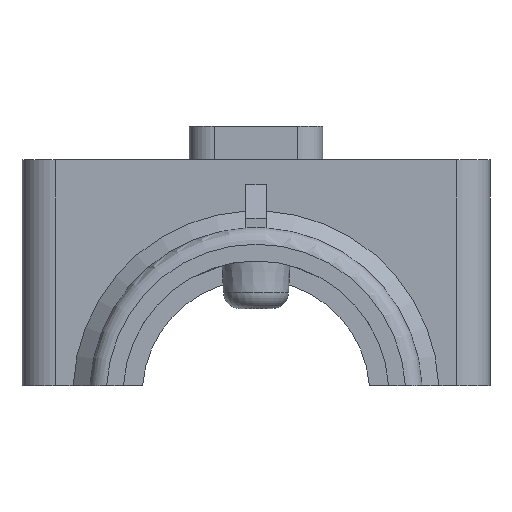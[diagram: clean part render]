
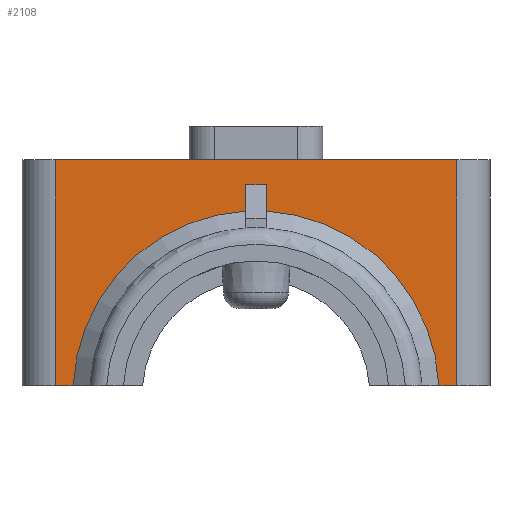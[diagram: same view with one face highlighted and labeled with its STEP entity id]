
A CAD part, front view. The second image highlights one B-rep face of the part: STEP entity #2108.
In plain terms, the highlighted planar face has unit normal (0, -1, 0).
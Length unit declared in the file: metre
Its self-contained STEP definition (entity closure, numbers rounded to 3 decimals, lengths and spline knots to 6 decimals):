
#76=CIRCLE('',#2236,0.01095);
#77=CIRCLE('',#2237,0.01095);
#169=ORIENTED_EDGE('',*,*,#811,.F.);
#170=ORIENTED_EDGE('',*,*,#812,.F.);
#171=ORIENTED_EDGE('',*,*,#813,.T.);
#172=ORIENTED_EDGE('',*,*,#814,.T.);
#173=ORIENTED_EDGE('',*,*,#815,.T.);
#174=ORIENTED_EDGE('',*,*,#816,.F.);
#175=ORIENTED_EDGE('',*,*,#817,.T.);
#176=ORIENTED_EDGE('',*,*,#818,.T.);
#177=ORIENTED_EDGE('',*,*,#819,.T.);
#178=ORIENTED_EDGE('',*,*,#820,.T.);
#811=EDGE_CURVE('',#1132,#1133,#1351,.T.);
#812=EDGE_CURVE('',#1134,#1132,#1352,.T.);
#813=EDGE_CURVE('',#1134,#1135,#76,.T.);
#814=EDGE_CURVE('',#1135,#1136,#1353,.T.);
#815=EDGE_CURVE('',#1136,#1137,#1354,.T.);
#816=EDGE_CURVE('',#1138,#1137,#1355,.T.);
#817=EDGE_CURVE('',#1138,#1139,#1356,.T.);
#818=EDGE_CURVE('',#1139,#1140,#1357,.T.);
#819=EDGE_CURVE('',#1140,#1141,#77,.T.);
#820=EDGE_CURVE('',#1141,#1133,#1358,.T.);
#1132=VERTEX_POINT('',#3076);
#1133=VERTEX_POINT('',#3077);
#1134=VERTEX_POINT('',#3079);
#1135=VERTEX_POINT('',#3081);
#1136=VERTEX_POINT('',#3083);
#1137=VERTEX_POINT('',#3085);
#1138=VERTEX_POINT('',#3087);
#1139=VERTEX_POINT('',#3089);
#1140=VERTEX_POINT('',#3091);
#1141=VERTEX_POINT('',#3093);
#1351=LINE('',#3075,#1564);
#1352=LINE('',#3078,#1565);
#1353=LINE('',#3082,#1566);
#1354=LINE('',#3084,#1567);
#1355=LINE('',#3086,#1568);
#1356=LINE('',#3088,#1569);
#1357=LINE('',#3090,#1570);
#1358=LINE('',#3094,#1571);
#1564=VECTOR('',#2448,1.);
#1565=VECTOR('',#2449,1.);
#1566=VECTOR('',#2452,1.);
#1567=VECTOR('',#2453,1.);
#1568=VECTOR('',#2454,1.);
#1569=VECTOR('',#2455,1.);
#1570=VECTOR('',#2456,1.);
#1571=VECTOR('',#2459,1.);
#1775=EDGE_LOOP('',(#169,#170,#171,#172,#173,#174,#175,#176,#177,#178));
#1907=FACE_BOUND('',#1775,.T.);
#2039=PLANE('',#2235);
#2108=ADVANCED_FACE('',(#1907),#2039,.F.);
#2235=AXIS2_PLACEMENT_3D('',#3074,#2446,#2447);
#2236=AXIS2_PLACEMENT_3D('',#3080,#2450,#2451);
#2237=AXIS2_PLACEMENT_3D('',#3092,#2457,#2458);
#2446=DIRECTION('',(0.,1.,0.));
#2447=DIRECTION('',(1.,0.,0.));
#2448=DIRECTION('',(-1.,0.,0.));
#2449=DIRECTION('',(0.,0.,1.));
#2450=DIRECTION('',(0.,1.,0.));
#2451=DIRECTION('',(0.,0.,1.));
#2452=DIRECTION('',(1.,0.,0.));
#2453=DIRECTION('',(0.,0.,1.));
#2454=DIRECTION('',(1.,0.,0.));
#2455=DIRECTION('',(0.,0.,-1.));
#2456=DIRECTION('',(1.,0.,0.));
#2457=DIRECTION('',(0.,1.,0.));
#2458=DIRECTION('',(0.,0.,1.));
#2459=DIRECTION('',(0.,0.,1.));
#3074=CARTESIAN_POINT('',(0.,-0.01,0.));
#3075=CARTESIAN_POINT('',(0.0006,-0.01,0.0125));
#3076=CARTESIAN_POINT('',(0.0006,-0.01,0.0125));
#3077=CARTESIAN_POINT('',(-0.0006,-0.01,0.0125));
#3078=CARTESIAN_POINT('',(0.0006,-0.01,0.010934));
#3079=CARTESIAN_POINT('',(0.0006,-0.01,0.010934));
#3080=CARTESIAN_POINT('',(0.,-0.01,0.));
#3081=CARTESIAN_POINT('',(0.010939,-0.01,0.0005));
#3082=CARTESIAN_POINT('',(-0.007,-0.01,0.0005));
#3083=CARTESIAN_POINT('',(0.012,-0.01,0.0005));
#3084=CARTESIAN_POINT('',(0.012,-0.01,0.0005));
#3085=CARTESIAN_POINT('',(0.012,-0.01,0.014));
#3086=CARTESIAN_POINT('',(-0.012,-0.01,0.014));
#3087=CARTESIAN_POINT('',(-0.012,-0.01,0.014));
#3088=CARTESIAN_POINT('',(-0.012,-0.01,0.014));
#3089=CARTESIAN_POINT('',(-0.012,-0.01,0.0005));
#3090=CARTESIAN_POINT('',(-0.007,-0.01,0.0005));
#3091=CARTESIAN_POINT('',(-0.010939,-0.01,0.0005));
#3092=CARTESIAN_POINT('',(0.,-0.01,0.));
#3093=CARTESIAN_POINT('',(-0.0006,-0.01,0.010934));
#3094=CARTESIAN_POINT('',(-0.0006,-0.01,0.010934));
